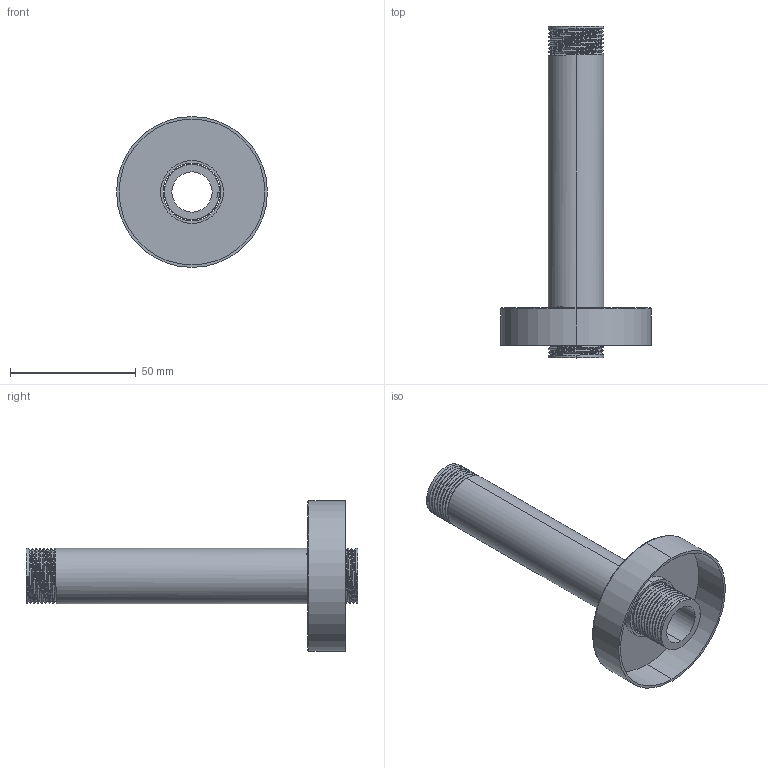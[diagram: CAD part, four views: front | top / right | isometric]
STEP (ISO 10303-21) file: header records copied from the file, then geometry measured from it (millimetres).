
FILE_DESCRIPTION (( 'STEP AP214' ), '1' );
FILE_NAME ('CO237_PART_V10922.STEP', '2022-09-22T13:33:39', ( '' ), ( '' ), 'SwSTEP 2.0', 'SolidWorks 2019', '' );
FILE_SCHEMA (( 'AUTOMOTIVE_DESIGN' ));
Length unit declared in the file: millimetre
Products named in the file (1): CO237_PART_V10922
Bounding box: 60 x 132 x 60 mm (x, y, z)
Volume: 27937.8 mm3; surface area: 27952.6 mm2
Topology: 2 solids, 2 shells, 72 faces, 190 edges, 124 vertices
Faces by surface type: cylinder 52, plane 10, bspline 6, torus 4
Entity records: 5181 total; most frequent: CARTESIAN_POINT 3635, ORIENTED_EDGE 380, DIRECTION 256, EDGE_CURVE 190, VERTEX_POINT 124, AXIS2_PLACEMENT_3D 101, EDGE_LOOP 78, FACE_OUTER_BOUND 72
